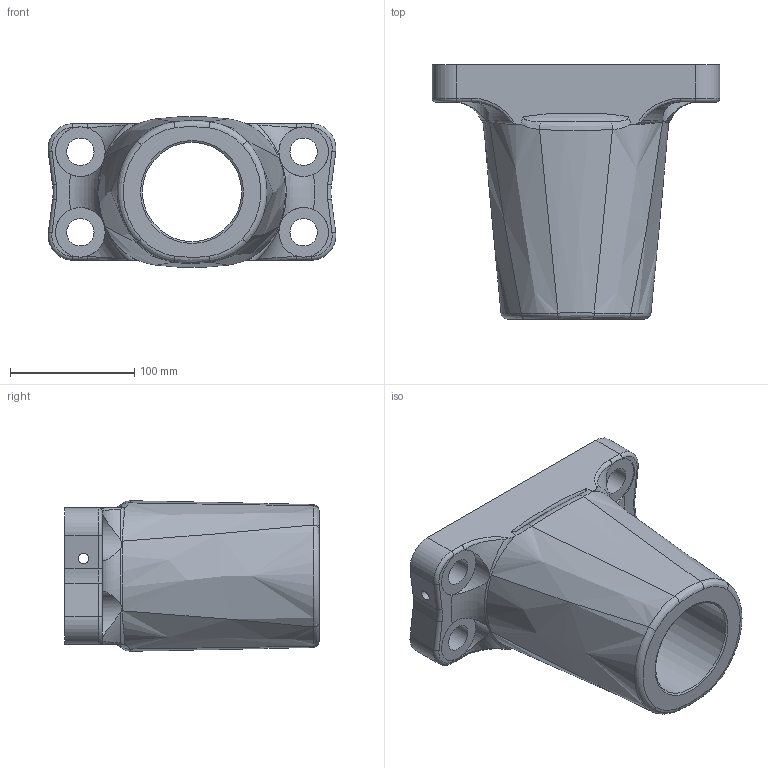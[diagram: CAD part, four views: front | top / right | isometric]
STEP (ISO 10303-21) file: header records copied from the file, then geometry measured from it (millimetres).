
FILE_DESCRIPTION (( 'STEP AP203' ), '1' );
FILE_NAME ('342B04S01-½Ä±ì.STEP', '2023-09-28T05:43:40', ( '' ), ( '' ), 'SwSTEP 2.0', 'SolidWorks 2018', '' );
FILE_SCHEMA (( 'CONFIG_CONTROL_DESIGN' ));
Length unit declared in the file: millimetre
Products named in the file (1): 342B04S01-衝桿
Bounding box: 231.97 x 205 x 121.33 mm (x, y, z)
Volume: 1967659.3 mm3; surface area: 189047.6 mm2
Topology: 1 solids, 1 shells, 104 faces, 279 edges, 175 vertices
Faces by surface type: cylinder 29, bspline 28, plane 24, torus 14, cone 9
Full cylindrical faces by diameter (mm): 8.5 x2, 13 x2, 22 x4, 40 x4, 80 x1, 83 x1, 84 x1
Entity records: 5641 total; most frequent: CARTESIAN_POINT 3387, ORIENTED_EDGE 480, DIRECTION 380, EDGE_CURVE 240, AXIS2_PLACEMENT_3D 167, VERTEX_POINT 160, EDGE_LOOP 140, FACE_OUTER_BOUND 119
